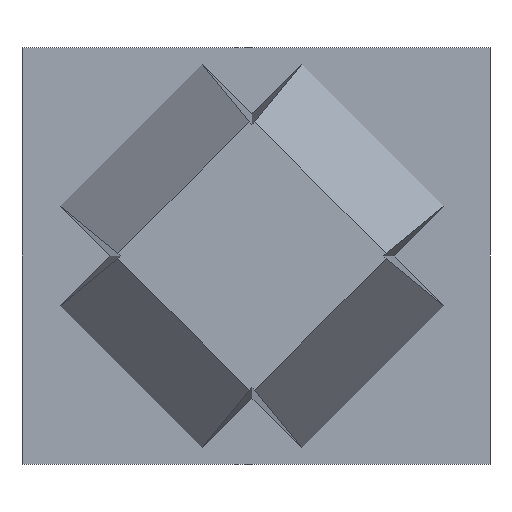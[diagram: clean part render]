
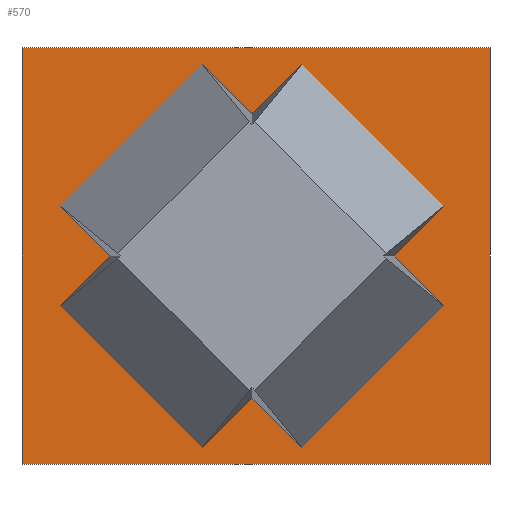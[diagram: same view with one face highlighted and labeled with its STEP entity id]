
A CAD part, front view. The second image highlights one B-rep face of the part: STEP entity #570.
In plain terms, the highlighted planar face has unit normal (0, -1, 0).
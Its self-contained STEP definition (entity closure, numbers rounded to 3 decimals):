
#1 = CARTESIAN_POINT ( 'NONE',  ( -46.6, -10.05, -41.5 ) ) ;
#3 = VECTOR ( 'NONE', #741, 1000. ) ;
#5 = VECTOR ( 'NONE', #908, 1000. ) ;
#22 = AXIS2_PLACEMENT_3D ( 'NONE', #823, #890, #462 ) ;
#30 = EDGE_CURVE ( 'NONE', #80, #569, #565, .T. ) ;
#42 = CARTESIAN_POINT ( 'NONE',  ( -46.6, -10.05, -41.5 ) ) ;
#44 = DIRECTION ( 'NONE',  ( -0.707, 0., -0.707 ) ) ;
#51 = ORIENTED_EDGE ( 'NONE', *, *, #929, .F. ) ;
#55 = DIRECTION ( 'NONE',  ( -0.707, 0., 0.707 ) ) ;
#58 = EDGE_CURVE ( 'NONE', #652, #838, #237, .T. ) ;
#75 = VECTOR ( 'NONE', #44, 1000. ) ;
#79 = CARTESIAN_POINT ( 'NONE',  ( -46.6, -10.05, 41.5 ) ) ;
#80 = VERTEX_POINT ( 'NONE', #195 ) ;
#81 = ORIENTED_EDGE ( 'NONE', *, *, #592, .F. ) ;
#86 = CARTESIAN_POINT ( 'NONE',  ( 46.6, -10.05, -41.5 ) ) ;
#97 = VECTOR ( 'NONE', #845, 1000. ) ;
#100 = VERTEX_POINT ( 'NONE', #259 ) ;
#106 = CARTESIAN_POINT ( 'NONE',  ( -39.003, -10.05, -9.918 ) ) ;
#114 = VERTEX_POINT ( 'NONE', #211 ) ;
#121 = FACE_BOUND ( 'NONE', #580, .T. ) ;
#122 = VECTOR ( 'NONE', #55, 1000. ) ;
#123 = CARTESIAN_POINT ( 'NONE',  ( -39.003, -10.05, 9.918 ) ) ;
#129 = CARTESIAN_POINT ( 'NONE',  ( 37.403, -10.05, 9.918 ) ) ;
#130 = CARTESIAN_POINT ( 'NONE',  ( -39.003, -10.05, -9.918 ) ) ;
#150 = EDGE_CURVE ( 'NONE', #246, #602, #717, .T. ) ;
#154 = VECTOR ( 'NONE', #911, 1000. ) ;
#164 = VECTOR ( 'NONE', #531, 1000. ) ;
#166 = LINE ( 'NONE', #106, #253 ) ;
#168 = VECTOR ( 'NONE', #286, 1000. ) ;
#183 = VECTOR ( 'NONE', #921, 1000. ) ;
#184 = LINE ( 'NONE', #457, #3 ) ;
#195 = CARTESIAN_POINT ( 'NONE',  ( 37.403, -10.05, 9.918 ) ) ;
#200 = LINE ( 'NONE', #595, #164 ) ;
#211 = CARTESIAN_POINT ( 'NONE',  ( 37.403, -10.05, -9.918 ) ) ;
#216 = CARTESIAN_POINT ( 'NONE',  ( 46.6, -10.05, 41.5 ) ) ;
#237 = LINE ( 'NONE', #123, #5 ) ;
#238 = VERTEX_POINT ( 'NONE', #216 ) ;
#240 = ORIENTED_EDGE ( 'NONE', *, *, #486, .F. ) ;
#244 = VERTEX_POINT ( 'NONE', #79 ) ;
#246 = VERTEX_POINT ( 'NONE', #928 ) ;
#247 = DIRECTION ( 'NONE',  ( -0.707, 0., 0.707 ) ) ;
#248 = CARTESIAN_POINT ( 'NONE',  ( 9.118, -10.05, 38.203 ) ) ;
#252 = LINE ( 'NONE', #914, #97 ) ;
#253 = VECTOR ( 'NONE', #815, 1000. ) ;
#259 = CARTESIAN_POINT ( 'NONE',  ( -10.718, -10.05, -38.203 ) ) ;
#266 = ORIENTED_EDGE ( 'NONE', *, *, #281, .F. ) ;
#274 = LINE ( 'NONE', #283, #634 ) ;
#277 = DIRECTION ( 'NONE',  ( -1., 0., 0. ) ) ;
#281 = EDGE_CURVE ( 'NONE', #238, #246, #478, .T. ) ;
#282 = ORIENTED_EDGE ( 'NONE', *, *, #564, .F. ) ;
#283 = CARTESIAN_POINT ( 'NONE',  ( -29.084, -10.05, 0. ) ) ;
#284 = CARTESIAN_POINT ( 'NONE',  ( -29.084, -10.05, 0. ) ) ;
#286 = DIRECTION ( 'NONE',  ( 0., 0., -1. ) ) ;
#302 = VECTOR ( 'NONE', #901, 1000. ) ;
#303 = CARTESIAN_POINT ( 'NONE',  ( -0.8, -10.05, 28.284 ) ) ;
#317 = LINE ( 'NONE', #546, #869 ) ;
#327 = CARTESIAN_POINT ( 'NONE',  ( 9.118, -10.05, 38.203 ) ) ;
#336 = VERTEX_POINT ( 'NONE', #511 ) ;
#353 = DIRECTION ( 'NONE',  ( 1., 0., 0. ) ) ;
#365 = VERTEX_POINT ( 'NONE', #789 ) ;
#391 = CARTESIAN_POINT ( 'NONE',  ( 27.484, -10.05, 0. ) ) ;
#406 = CARTESIAN_POINT ( 'NONE',  ( -39.003, -10.05, 9.918 ) ) ;
#408 = VECTOR ( 'NONE', #277, 1000. ) ;
#410 = ORIENTED_EDGE ( 'NONE', *, *, #664, .F. ) ;
#432 = DIRECTION ( 'NONE',  ( -0.707, 0., -0.707 ) ) ;
#443 = VERTEX_POINT ( 'NONE', #391 ) ;
#447 = EDGE_CURVE ( 'NONE', #602, #244, #184, .T. ) ;
#449 = LINE ( 'NONE', #248, #75 ) ;
#457 = CARTESIAN_POINT ( 'NONE',  ( -46.6, -10.05, -41.5 ) ) ;
#462 = DIRECTION ( 'NONE',  ( 1., 0., 0. ) ) ;
#470 = ORIENTED_EDGE ( 'NONE', *, *, #150, .F. ) ;
#478 = LINE ( 'NONE', #86, #168 ) ;
#485 = LINE ( 'NONE', #606, #302 ) ;
#486 = EDGE_CURVE ( 'NONE', #759, #100, #166, .T. ) ;
#493 = VERTEX_POINT ( 'NONE', #303 ) ;
#511 = CARTESIAN_POINT ( 'NONE',  ( 9.118, -10.05, -38.203 ) ) ;
#519 = ORIENTED_EDGE ( 'NONE', *, *, #806, .F. ) ;
#522 = EDGE_CURVE ( 'NONE', #114, #443, #728, .T. ) ;
#525 = LINE ( 'NONE', #556, #183 ) ;
#531 = DIRECTION ( 'NONE',  ( 0.707, 0., 0.707 ) ) ;
#533 = LINE ( 'NONE', #832, #154 ) ;
#545 = ORIENTED_EDGE ( 'NONE', *, *, #522, .F. ) ;
#546 = CARTESIAN_POINT ( 'NONE',  ( -10.718, -10.05, -38.203 ) ) ;
#556 = CARTESIAN_POINT ( 'NONE',  ( -0.8, -10.05, 28.284 ) ) ;
#559 = DIRECTION ( 'NONE',  ( 0.707, 0., 0.707 ) ) ;
#564 = EDGE_CURVE ( 'NONE', #336, #114, #485, .T. ) ;
#565 = LINE ( 'NONE', #129, #122 ) ;
#569 = VERTEX_POINT ( 'NONE', #327 ) ;
#570 = ADVANCED_FACE ( 'NONE', ( #817, #121 ), #679, .F. ) ;
#580 = EDGE_LOOP ( 'NONE', ( #614, #81, #864, #410, #545, #282, #852, #829, #240, #683, #671, #519 ) ) ;
#592 = EDGE_CURVE ( 'NONE', #569, #493, #449, .T. ) ;
#595 = CARTESIAN_POINT ( 'NONE',  ( 27.484, -10.05, 0. ) ) ;
#602 = VERTEX_POINT ( 'NONE', #42 ) ;
#606 = CARTESIAN_POINT ( 'NONE',  ( 9.118, -10.05, -38.203 ) ) ;
#614 = ORIENTED_EDGE ( 'NONE', *, *, #844, .F. ) ;
#623 = VECTOR ( 'NONE', #353, 1000. ) ;
#634 = VECTOR ( 'NONE', #432, 1000. ) ;
#652 = VERTEX_POINT ( 'NONE', #406 ) ;
#664 = EDGE_CURVE ( 'NONE', #443, #80, #200, .T. ) ;
#671 = ORIENTED_EDGE ( 'NONE', *, *, #58, .F. ) ;
#679 = PLANE ( 'NONE',  #22 ) ;
#682 = ORIENTED_EDGE ( 'NONE', *, *, #447, .F. ) ;
#683 = ORIENTED_EDGE ( 'NONE', *, *, #906, .F. ) ;
#685 = EDGE_CURVE ( 'NONE', #365, #336, #252, .T. ) ;
#711 = CARTESIAN_POINT ( 'NONE',  ( -10.718, -10.05, 38.203 ) ) ;
#715 = LINE ( 'NONE', #783, #623 ) ;
#717 = LINE ( 'NONE', #1, #408 ) ;
#720 = EDGE_LOOP ( 'NONE', ( #266, #51, #682, #470 ) ) ;
#728 = LINE ( 'NONE', #822, #796 ) ;
#741 = DIRECTION ( 'NONE',  ( 0., 0., 1. ) ) ;
#759 = VERTEX_POINT ( 'NONE', #130 ) ;
#783 = CARTESIAN_POINT ( 'NONE',  ( -46.6, -10.05, 41.5 ) ) ;
#789 = CARTESIAN_POINT ( 'NONE',  ( -0.8, -10.05, -28.284 ) ) ;
#796 = VECTOR ( 'NONE', #247, 1000. ) ;
#806 = EDGE_CURVE ( 'NONE', #910, #652, #533, .T. ) ;
#815 = DIRECTION ( 'NONE',  ( 0.707, 0., -0.707 ) ) ;
#817 = FACE_OUTER_BOUND ( 'NONE', #720, .T. ) ;
#822 = CARTESIAN_POINT ( 'NONE',  ( 37.403, -10.05, -9.918 ) ) ;
#823 = CARTESIAN_POINT ( 'NONE',  ( 0., -10.05, 0. ) ) ;
#829 = ORIENTED_EDGE ( 'NONE', *, *, #839, .F. ) ;
#832 = CARTESIAN_POINT ( 'NONE',  ( -39.003, -10.05, 9.918 ) ) ;
#838 = VERTEX_POINT ( 'NONE', #284 ) ;
#839 = EDGE_CURVE ( 'NONE', #100, #365, #317, .T. ) ;
#844 = EDGE_CURVE ( 'NONE', #493, #910, #525, .T. ) ;
#845 = DIRECTION ( 'NONE',  ( 0.707, 0., -0.707 ) ) ;
#852 = ORIENTED_EDGE ( 'NONE', *, *, #685, .F. ) ;
#864 = ORIENTED_EDGE ( 'NONE', *, *, #30, .F. ) ;
#869 = VECTOR ( 'NONE', #559, 1000. ) ;
#890 = DIRECTION ( 'NONE',  ( 0., 1., 0. ) ) ;
#901 = DIRECTION ( 'NONE',  ( 0.707, 0., 0.707 ) ) ;
#906 = EDGE_CURVE ( 'NONE', #838, #759, #274, .T. ) ;
#908 = DIRECTION ( 'NONE',  ( 0.707, 0., -0.707 ) ) ;
#910 = VERTEX_POINT ( 'NONE', #711 ) ;
#911 = DIRECTION ( 'NONE',  ( -0.707, 0., -0.707 ) ) ;
#914 = CARTESIAN_POINT ( 'NONE',  ( -0.8, -10.05, -28.284 ) ) ;
#921 = DIRECTION ( 'NONE',  ( -0.707, 0., 0.707 ) ) ;
#928 = CARTESIAN_POINT ( 'NONE',  ( 46.6, -10.05, -41.5 ) ) ;
#929 = EDGE_CURVE ( 'NONE', #244, #238, #715, .T. ) ;
